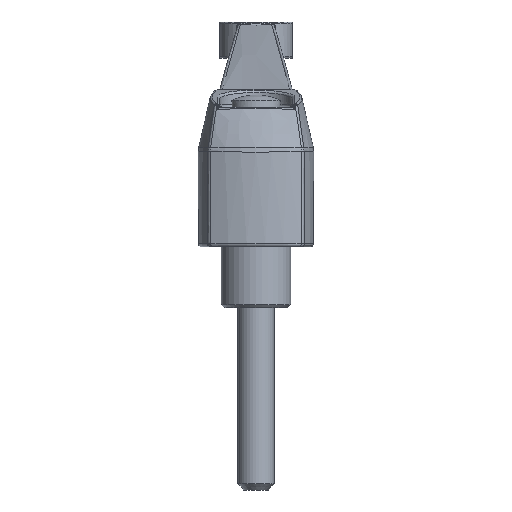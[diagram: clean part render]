
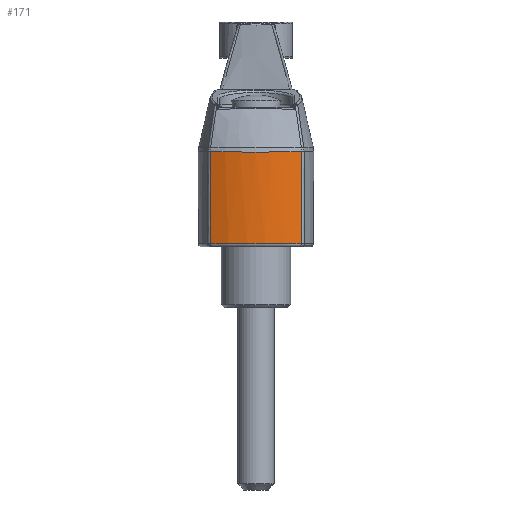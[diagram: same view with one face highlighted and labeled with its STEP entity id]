
A CAD part, left-side view. The second image highlights one B-rep face of the part: STEP entity #171.
In plain terms, the highlighted cylindrical face has radius 18.43 mm (diameter 36.859 mm), a partial arc.
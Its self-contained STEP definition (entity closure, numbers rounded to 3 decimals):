
#171 = ADVANCED_FACE( '', ( #479 ), #480, .T. );
#479 = FACE_OUTER_BOUND( '', #950, .T. );
#480 = CYLINDRICAL_SURFACE( '', #951, 18.429 );
#950 = EDGE_LOOP( '', ( #10241, #10242, #10243, #10244 ) );
#951 = AXIS2_PLACEMENT_3D( '', #10245, #10246, #10247 );
#10241 = ORIENTED_EDGE( '', *, *, #11198, .T. );
#10242 = ORIENTED_EDGE( '', *, *, #11199, .T. );
#10243 = ORIENTED_EDGE( '', *, *, #11200, .T. );
#10244 = ORIENTED_EDGE( '', *, *, #11201, .T. );
#10245 = CARTESIAN_POINT( '', ( 8.929, 0., 0. ) );
#10246 = DIRECTION( '', ( 0., 0., 1. ) );
#10247 = DIRECTION( '', ( -1., 0., 0. ) );
#11198 = EDGE_CURVE( '', #11656, #11657, #11658, .T. );
#11199 = EDGE_CURVE( '', #11657, #11659, #11660, .F. );
#11200 = EDGE_CURVE( '', #11659, #11650, #11661, .T. );
#11201 = EDGE_CURVE( '', #11650, #11656, #11662, .T. );
#11650 = VERTEX_POINT( '', #12290 );
#11656 = VERTEX_POINT( '', #12313 );
#11657 = VERTEX_POINT( '', #12314 );
#11658 = B_SPLINE_CURVE_WITH_KNOTS( '', 3, ( #12315, #12316, #12317, #12318, #12319, #12320, #12321, #12322 ), .UNSPECIFIED., .F., .F., ( 4, 1, 1, 1, 1, 4 ), ( 0., 0.156, 0.324, 0.504, 0.705, 0.975 ), .UNSPECIFIED. );
#11659 = VERTEX_POINT( '', #12323 );
#11660 = CIRCLE( '', #12324, 18.429 );
#11661 = B_SPLINE_CURVE_WITH_KNOTS( '', 3, ( #12325, #12326, #12327, #12328, #12329, #12330, #12331 ), .UNSPECIFIED., .F., .F., ( 4, 1, 1, 1, 4 ), ( 0.025, 0.295, 0.496, 0.762, 1. ), .UNSPECIFIED. );
#11662 = B_SPLINE_CURVE_WITH_KNOTS( '', 3, ( #12332, #12333, #12334, #12335, #12336, #12337, #12338, #12339, #12340, #12341, #12342, #12343, #12344, #12345, #12346, #12347, #12348, #12349, #12350, #12351, #12352, #12353, #12354, #12355, #12356, #12357, #12358, #12359, #12360, #12361, #12362, #12363, #12364, #12365, #12366, #12367, #12368, #12369, #12370, #12371, #12372, #12373, #12374, #12375, #12376, #12377, #12378, #12379, #12380, #12381, #12382, #12383, #12384, #12385, #12386, #12387 ), .UNSPECIFIED., .F., .F., ( 4, 2, 1, 1, 2, 2, 2, 2, 1, 2, 2, 2, 2, 2, 2, 2, 1, 2, 2, 2, 2, 2, 2, 1, 1, 2, 2, 2, 2, 2, 4 ), ( 0., 0.001, 0.001, 0.001, 0.002, 0.002, 0.002, 0.003, 0.003, 0.003, 0.004, 0.005, 0.006, 0.007, 0.008, 0.008, 0.009, 0.009, 0.01, 0.011, 0.011, 0.012, 0.012, 0.012, 0.012, 0.013, 0.013, 0.014, 0.015, 0.015, 0.016 ), .UNSPECIFIED. );
#12290 = CARTESIAN_POINT( '', ( -7.905, -7.5, 15.719 ) );
#12313 = CARTESIAN_POINT( '', ( -7.905, 7.5, 15.719 ) );
#12314 = CARTESIAN_POINT( '', ( -7.936, 7.429, 0.5 ) );
#12315 = CARTESIAN_POINT( '', ( -7.905, 7.5, 15.719 ) );
#12316 = CARTESIAN_POINT( '', ( -7.905, 7.499, 14.908 ) );
#12317 = CARTESIAN_POINT( '', ( -7.906, 7.498, 13.224 ) );
#12318 = CARTESIAN_POINT( '', ( -7.909, 7.49, 10.604 ) );
#12319 = CARTESIAN_POINT( '', ( -7.915, 7.477, 7.745 ) );
#12320 = CARTESIAN_POINT( '', ( -7.924, 7.456, 4.357 ) );
#12321 = CARTESIAN_POINT( '', ( -7.932, 7.439, 1.903 ) );
#12322 = CARTESIAN_POINT( '', ( -7.936, 7.429, 0.5 ) );
#12323 = CARTESIAN_POINT( '', ( -7.936, -7.429, 0.5 ) );
#12324 = AXIS2_PLACEMENT_3D( '', #16646, #16647, #16648 );
#12325 = CARTESIAN_POINT( '', ( -7.936, -7.429, 0.5 ) );
#12326 = CARTESIAN_POINT( '', ( -7.932, -7.439, 1.903 ) );
#12327 = CARTESIAN_POINT( '', ( -7.924, -7.456, 4.356 ) );
#12328 = CARTESIAN_POINT( '', ( -7.914, -7.48, 8.19 ) );
#12329 = CARTESIAN_POINT( '', ( -7.907, -7.496, 11.859 ) );
#12330 = CARTESIAN_POINT( '', ( -7.906, -7.499, 14.479 ) );
#12331 = CARTESIAN_POINT( '', ( -7.905, -7.5, 15.719 ) );
#12332 = CARTESIAN_POINT( '', ( -7.905, -7.5, 15.719 ) );
#12333 = CARTESIAN_POINT( '', ( -7.938, -7.426, 15.717 ) );
#12334 = CARTESIAN_POINT( '', ( -7.97, -7.352, 15.714 ) );
#12335 = CARTESIAN_POINT( '', ( -8.034, -7.203, 15.71 ) );
#12336 = CARTESIAN_POINT( '', ( -8.128, -6.98, 15.703 ) );
#12337 = CARTESIAN_POINT( '', ( -8.278, -6.605, 15.692 ) );
#12338 = CARTESIAN_POINT( '', ( -8.39, -6.303, 15.683 ) );
#12339 = CARTESIAN_POINT( '', ( -8.497, -5.998, 15.675 ) );
#12340 = CARTESIAN_POINT( '', ( -8.549, -5.845, 15.671 ) );
#12341 = CARTESIAN_POINT( '', ( -8.624, -5.615, 15.666 ) );
#12342 = CARTESIAN_POINT( '', ( -8.648, -5.538, 15.664 ) );
#12343 = CARTESIAN_POINT( '', ( -8.684, -5.422, 15.661 ) );
#12344 = CARTESIAN_POINT( '', ( -8.696, -5.383, 15.66 ) );
#12345 = CARTESIAN_POINT( '', ( -8.72, -5.306, 15.658 ) );
#12346 = CARTESIAN_POINT( '', ( -8.778, -5.113, 15.654 ) );
#12347 = CARTESIAN_POINT( '', ( -8.832, -4.919, 15.65 ) );
#12348 = CARTESIAN_POINT( '', ( -8.957, -4.452, 15.64 ) );
#12349 = CARTESIAN_POINT( '', ( -9.032, -4.14, 15.635 ) );
#12350 = CARTESIAN_POINT( '', ( -9.165, -3.513, 15.625 ) );
#12351 = CARTESIAN_POINT( '', ( -9.223, -3.198, 15.62 ) );
#12352 = CARTESIAN_POINT( '', ( -9.323, -2.566, 15.613 ) );
#12353 = CARTESIAN_POINT( '', ( -9.365, -2.249, 15.61 ) );
#12354 = CARTESIAN_POINT( '', ( -9.432, -1.612, 15.604 ) );
#12355 = CARTESIAN_POINT( '', ( -9.457, -1.293, 15.602 ) );
#12356 = CARTESIAN_POINT( '', ( -9.491, -0.651, 15.6 ) );
#12357 = CARTESIAN_POINT( '', ( -9.5, -0.329, 15.599 ) );
#12358 = CARTESIAN_POINT( '', ( -9.5, 0.075, 15.599 ) );
#12359 = CARTESIAN_POINT( '', ( -9.5, 0.156, 15.599 ) );
#12360 = CARTESIAN_POINT( '', ( -9.497, 0.318, 15.599 ) );
#12361 = CARTESIAN_POINT( '', ( -9.493, 0.56, 15.6 ) );
#12362 = CARTESIAN_POINT( '', ( -9.483, 0.801, 15.601 ) );
#12363 = CARTESIAN_POINT( '', ( -9.458, 1.284, 15.602 ) );
#12364 = CARTESIAN_POINT( '', ( -9.433, 1.605, 15.604 ) );
#12365 = CARTESIAN_POINT( '', ( -9.366, 2.244, 15.609 ) );
#12366 = CARTESIAN_POINT( '', ( -9.324, 2.563, 15.613 ) );
#12367 = CARTESIAN_POINT( '', ( -9.248, 3.04, 15.618 ) );
#12368 = CARTESIAN_POINT( '', ( -9.221, 3.199, 15.621 ) );
#12369 = CARTESIAN_POINT( '', ( -9.162, 3.516, 15.625 ) );
#12370 = CARTESIAN_POINT( '', ( -9.131, 3.674, 15.627 ) );
#12371 = CARTESIAN_POINT( '', ( -9.089, 3.872, 15.631 ) );
#12372 = CARTESIAN_POINT( '', ( -9.08, 3.912, 15.631 ) );
#12373 = CARTESIAN_POINT( '', ( -9.063, 3.991, 15.633 ) );
#12374 = CARTESIAN_POINT( '', ( -9.036, 4.109, 15.634 ) );
#12375 = CARTESIAN_POINT( '', ( -8.972, 4.384, 15.639 ) );
#12376 = CARTESIAN_POINT( '', ( -8.913, 4.618, 15.644 ) );
#12377 = CARTESIAN_POINT( '', ( -8.829, 4.929, 15.65 ) );
#12378 = CARTESIAN_POINT( '', ( -8.786, 5.084, 15.653 ) );
#12379 = CARTESIAN_POINT( '', ( -8.694, 5.392, 15.66 ) );
#12380 = CARTESIAN_POINT( '', ( -8.647, 5.546, 15.664 ) );
#12381 = CARTESIAN_POINT( '', ( -8.497, 6.004, 15.675 ) );
#12382 = CARTESIAN_POINT( '', ( -8.39, 6.307, 15.683 ) );
#12383 = CARTESIAN_POINT( '', ( -8.217, 6.757, 15.696 ) );
#12384 = CARTESIAN_POINT( '', ( -8.158, 6.907, 15.701 ) );
#12385 = CARTESIAN_POINT( '', ( -8.034, 7.204, 15.71 ) );
#12386 = CARTESIAN_POINT( '', ( -7.971, 7.352, 15.715 ) );
#12387 = CARTESIAN_POINT( '', ( -7.905, 7.5, 15.719 ) );
#16646 = CARTESIAN_POINT( '', ( 8.929, 0., 0.5 ) );
#16647 = DIRECTION( '', ( 0., 0., -1. ) );
#16648 = DIRECTION( '', ( -1., 0., 0. ) );
